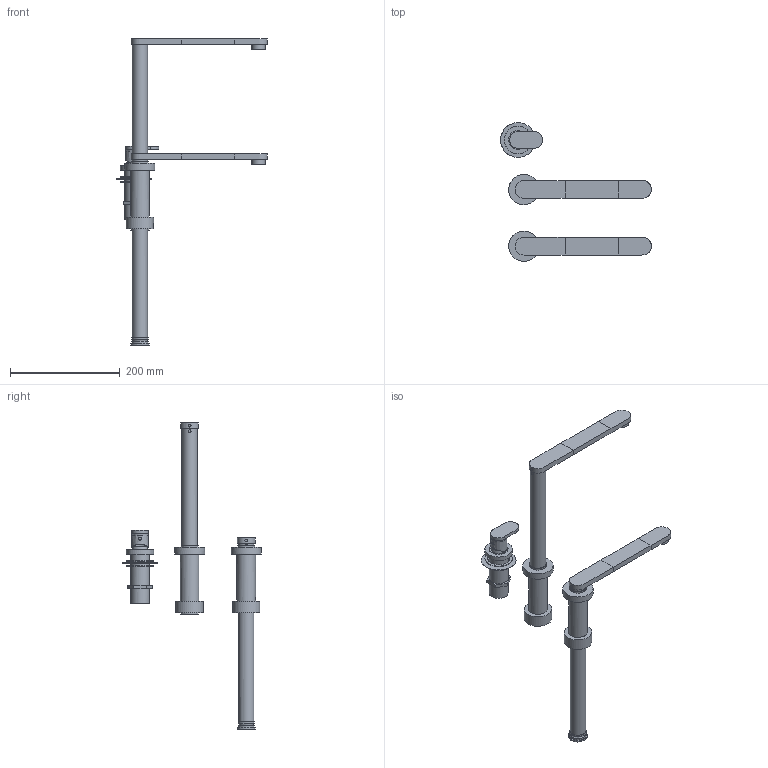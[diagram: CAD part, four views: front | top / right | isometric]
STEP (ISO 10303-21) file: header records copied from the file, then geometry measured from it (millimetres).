
FILE_DESCRIPTION(/* description */ (''),/* implementation_level */ '2;1');
FILE_NAME(/* name */ '3320_A~2',/* time_stamp */ '2024-09-09T15:20:00+02:00',/* author */ (''),/* organization */ (''),/* preprocessor_version */ 'ST-DEVELOPER v16.5',/* originating_system */ '',/* authorisation */ '');
FILE_SCHEMA (('AUTOMOTIVE_DESIGN'));
Length unit declared in the file: millimetre
Products named in the file (1): Document
Bounding box: 274.22 x 252.38 x 557 mm (x, y, z)
Volume: 903135.7 mm3; surface area: 207281.2 mm2
Topology: 31 solids, 31 shells, 179 faces, 352 edges, 248 vertices
Faces by surface type: bspline 179
Entity records: 13069 total; most frequent: CARTESIAN_POINT 8836, ORIENTED_EDGE 632, PCURVE 632, DEFINITIONAL_REPRESENTATION 632, B_SPLINE_CURVE_WITH_KNOTS 621, SURFACE_CURVE 316, EDGE_CURVE 316, EDGE_LOOP 216
